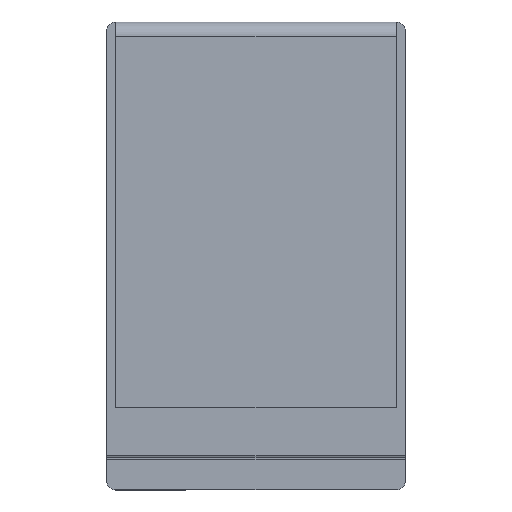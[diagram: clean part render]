
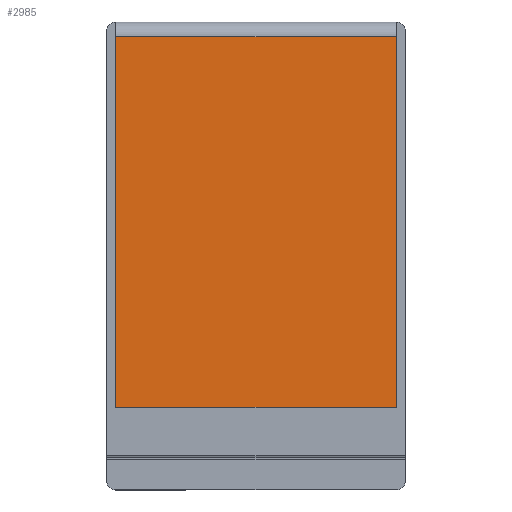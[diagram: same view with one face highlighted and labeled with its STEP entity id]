
A CAD part, top view. The second image highlights one B-rep face of the part: STEP entity #2985.
In plain terms, the highlighted planar face has unit normal (0, 0, 1).
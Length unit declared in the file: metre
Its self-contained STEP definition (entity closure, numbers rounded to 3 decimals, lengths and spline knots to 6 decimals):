
#236=ORIENTED_EDGE('',*,*,#1085,.T.);
#237=ORIENTED_EDGE('',*,*,#1088,.T.);
#238=ORIENTED_EDGE('',*,*,#1086,.F.);
#239=ORIENTED_EDGE('',*,*,#1082,.F.);
#1082=EDGE_CURVE('',#1512,#1513,#1810,.T.);
#1085=EDGE_CURVE('',#1512,#1514,#1812,.T.);
#1086=EDGE_CURVE('',#1513,#1515,#1813,.T.);
#1088=EDGE_CURVE('',#1514,#1515,#1814,.T.);
#1512=VERTEX_POINT('',#4403);
#1513=VERTEX_POINT('',#4405);
#1514=VERTEX_POINT('',#4409);
#1515=VERTEX_POINT('',#4413);
#1810=LINE('',#4404,#2242);
#1812=LINE('',#4410,#2244);
#1813=LINE('',#4412,#2245);
#1814=LINE('',#4416,#2246);
#2242=VECTOR('',#3505,1.);
#2244=VECTOR('',#3511,1.);
#2245=VECTOR('',#3514,1.);
#2246=VECTOR('',#3519,1.);
#2528=EDGE_LOOP('',(#236,#237,#238,#239));
#2684=FACE_BOUND('',#2528,.T.);
#2833=PLANE('',#3161);
#2985=ADVANCED_FACE('',(#2684),#2833,.T.);
#3161=AXIS2_PLACEMENT_3D('',#4415,#3517,#3518);
#3505=DIRECTION('',(-1.,0.,0.));
#3511=DIRECTION('',(0.,1.,0.));
#3514=DIRECTION('',(0.,1.,0.));
#3517=DIRECTION('',(0.,0.,1.));
#3518=DIRECTION('',(1.,0.,0.));
#3519=DIRECTION('',(-1.,0.,0.));
#4403=CARTESIAN_POINT('',(-0.0025,0.023,0.0075));
#4404=CARTESIAN_POINT('',(-0.0415,0.023,0.0075));
#4405=CARTESIAN_POINT('',(-0.0805,0.023,0.0075));
#4409=CARTESIAN_POINT('',(-0.0025,0.126,0.0075));
#4410=CARTESIAN_POINT('',(-0.0025,0.0765,0.0075));
#4412=CARTESIAN_POINT('',(-0.0805,0.0765,0.0075));
#4413=CARTESIAN_POINT('',(-0.0805,0.126,0.0075));
#4415=CARTESIAN_POINT('',(-0.0415,0.065,0.0075));
#4416=CARTESIAN_POINT('',(-0.0805,0.126,0.0075));
